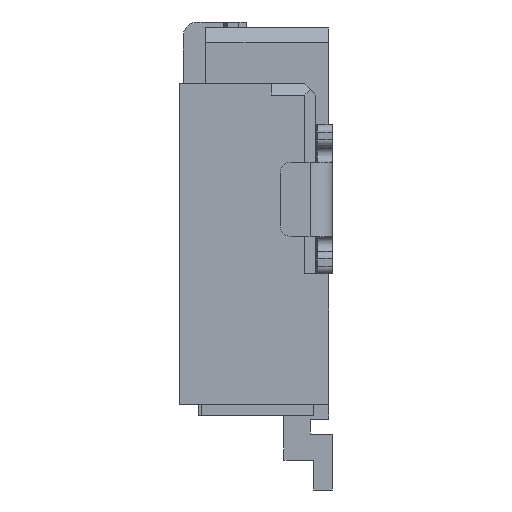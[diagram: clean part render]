
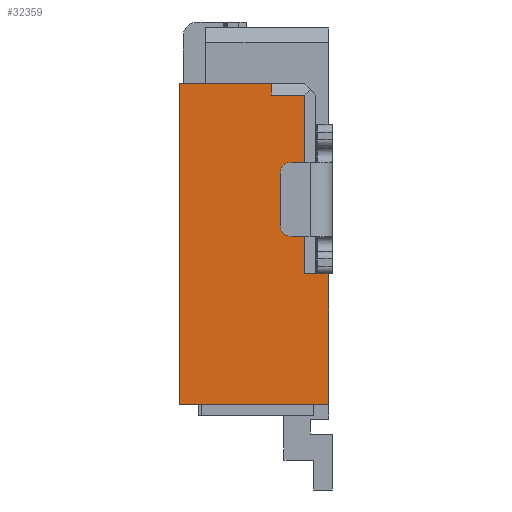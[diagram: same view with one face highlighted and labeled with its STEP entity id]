
A CAD part, left-side view. The second image highlights one B-rep face of the part: STEP entity #32359.
In plain terms, the highlighted planar face has unit normal (-1, 0, 0).
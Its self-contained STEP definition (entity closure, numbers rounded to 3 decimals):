
#4=DIRECTION('',(0.,-1.,0.));
#5=VECTOR('',#4,0.15);
#6=CARTESIAN_POINT('',(-12.65,-0.552,-3.38));
#7=LINE('',#6,#5);
#12=DIRECTION('',(0.,0.,-1.));
#13=VECTOR('',#12,1.75);
#14=CARTESIAN_POINT('',(-12.65,-0.702,-3.38));
#15=LINE('',#14,#13);
#19=DIRECTION('',(0.,1.,0.));
#20=VECTOR('',#19,2.);
#21=CARTESIAN_POINT('',(-12.65,-0.702,-5.13));
#22=LINE('',#21,#20);
#26=DIRECTION('',(0.,0.,1.));
#27=VECTOR('',#26,4.3);
#28=CARTESIAN_POINT('',(-12.65,1.298,-5.13));
#29=LINE('',#28,#27);
#33=DIRECTION('',(0.,-1.,0.));
#34=VECTOR('',#33,1.23);
#35=CARTESIAN_POINT('',(-12.65,1.298,-0.83));
#36=LINE('',#35,#34);
#40=DIRECTION('',(0.,0.,1.));
#41=VECTOR('',#40,0.15);
#42=CARTESIAN_POINT('',(-12.65,0.068,-0.98));
#43=LINE('',#42,#41);
#47=DIRECTION('',(0.,1.,0.));
#48=VECTOR('',#47,0.45);
#49=CARTESIAN_POINT('',(-12.65,-0.382,-0.98));
#50=LINE('',#49,#48);
#54=DIRECTION('',(0.,0.,1.));
#55=VECTOR('',#54,2.4);
#56=CARTESIAN_POINT('',(-12.65,-0.382,-3.38));
#57=LINE('',#56,#55);
#61=DIRECTION('',(0.,-1.,0.));
#62=VECTOR('',#61,0.17);
#63=CARTESIAN_POINT('',(-12.65,-0.382,-3.38));
#64=LINE('',#63,#62);
#27272=CARTESIAN_POINT('',(-12.65,-0.702,-5.13));
#27273=CARTESIAN_POINT('',(-12.65,1.298,-5.13));
#27274=VERTEX_POINT('',#27272);
#27275=VERTEX_POINT('',#27273);
#27276=CARTESIAN_POINT('',(-12.65,1.298,-0.83));
#27277=VERTEX_POINT('',#27276);
#27372=CARTESIAN_POINT('',(-12.65,-0.382,-3.38));
#27373=VERTEX_POINT('',#27372);
#27444=CARTESIAN_POINT('',(-12.65,0.068,-0.98));
#27445=CARTESIAN_POINT('',(-12.65,0.068,-0.83));
#27446=VERTEX_POINT('',#27444);
#27447=VERTEX_POINT('',#27445);
#27448=CARTESIAN_POINT('',(-12.65,-0.382,-0.98));
#27449=VERTEX_POINT('',#27448);
#27518=CARTESIAN_POINT('',(-12.65,-0.552,-3.38));
#27519=CARTESIAN_POINT('',(-12.65,-0.702,-3.38));
#27520=VERTEX_POINT('',#27518);
#27521=VERTEX_POINT('',#27519);
#32334=CARTESIAN_POINT('',(-12.65,0.,0.));
#32335=DIRECTION('',(1.,0.,0.));
#32336=DIRECTION('',(0.,0.,-1.));
#32337=AXIS2_PLACEMENT_3D('',#32334,#32335,#32336);
#32338=PLANE('',#32337);
#32340=ORIENTED_EDGE('',*,*,#32339,.T.);
#32342=ORIENTED_EDGE('',*,*,#32341,.T.);
#32344=ORIENTED_EDGE('',*,*,#32343,.T.);
#32346=ORIENTED_EDGE('',*,*,#32345,.T.);
#32348=ORIENTED_EDGE('',*,*,#32347,.T.);
#32350=ORIENTED_EDGE('',*,*,#32349,.F.);
#32352=ORIENTED_EDGE('',*,*,#32351,.F.);
#32354=ORIENTED_EDGE('',*,*,#32353,.F.);
#32356=ORIENTED_EDGE('',*,*,#32355,.T.);
#32357=EDGE_LOOP('',(#32340,#32342,#32344,#32346,#32348,#32350,#32352,#32354,
#32356));
#32358=FACE_OUTER_BOUND('',#32357,.F.);
#32339=EDGE_CURVE('',#27520,#27521,#7,.T.);
#32341=EDGE_CURVE('',#27521,#27274,#15,.T.);
#32343=EDGE_CURVE('',#27274,#27275,#22,.T.);
#32345=EDGE_CURVE('',#27275,#27277,#29,.T.);
#32347=EDGE_CURVE('',#27277,#27447,#36,.T.);
#32349=EDGE_CURVE('',#27446,#27447,#43,.T.);
#32351=EDGE_CURVE('',#27449,#27446,#50,.T.);
#32353=EDGE_CURVE('',#27373,#27449,#57,.T.);
#32355=EDGE_CURVE('',#27373,#27520,#64,.T.);
#32359=ADVANCED_FACE('',(#32358),#32338,.F.);
